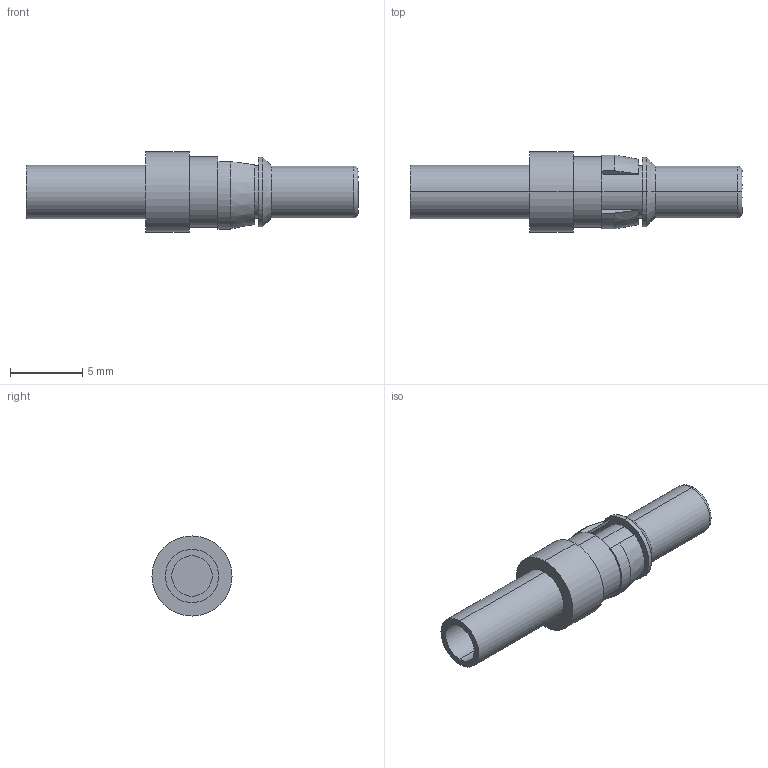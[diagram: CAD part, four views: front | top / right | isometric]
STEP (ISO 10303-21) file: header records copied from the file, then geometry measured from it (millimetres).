
FILE_DESCRIPTION (( 'STEP AP214' ), '1' );
FILE_NAME ('212-POWER-M.STEP', '2023-03-27T07:35:22', ( '' ), ( '' ), 'SwSTEP 2.0', 'SolidWorks 2017', '' );
FILE_SCHEMA (( 'AUTOMOTIVE_DESIGN' ));
Length unit declared in the file: millimetre
Products named in the file (1): 212-POWER-M
Bounding box: 23 x 5.55 x 5.55 mm (x, y, z)
Volume: 267.4 mm3; surface area: 486.1 mm2
Topology: 2 solids, 2 shells, 36 faces, 75 edges, 48 vertices
Faces by surface type: cylinder 18, plane 13, cone 3, bspline 2
Entity records: 1114 total; most frequent: CARTESIAN_POINT 202, DIRECTION 180, ORIENTED_EDGE 150, EDGE_CURVE 75, AXIS2_PLACEMENT_3D 74, VERTEX_POINT 48, EDGE_LOOP 41, CIRCLE 39
